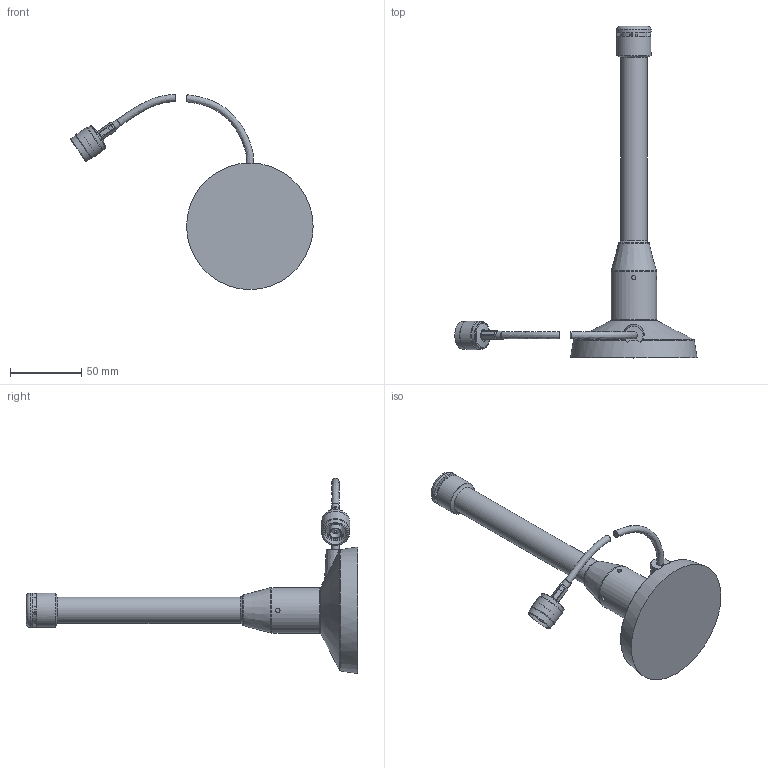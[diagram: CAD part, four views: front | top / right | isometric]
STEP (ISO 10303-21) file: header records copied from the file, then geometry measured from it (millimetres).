
FILE_DESCRIPTION (( 'STEP AP214' ), '1' );
FILE_NAME ('RE04U-NM.STEP', '2018-03-20T13:13:24', ( '' ), ( '' ), 'SwSTEP 2.0', 'SolidWorks 2017', '' );
FILE_SCHEMA (( 'AUTOMOTIVE_DESIGN' ));
Length unit declared in the file: millimetre
Products named in the file (9): HMA3-XXXANM; ANM-1202; ANM-1202-MA3; ANM-1202-MA1_NO PIN; HEATSH-HEX_stepd_195Black; 8 Foot-195_Black; HMA3-XXXAYY_BASE; HG2404U; RE04U-NM
Assembly tree (8 placements, depth 4):
  RE04U-NM
    HG2404U
    HMA3-XXXANM
      HMA3-XXXAYY_BASE
      8 Foot-195_Black
      HEATSH-HEX_stepd_195Black
      ANM-1202
        ANM-1202-MA1_NO PIN
        ANM-1202-MA3
Bounding box: 170.11 x 233.02 x 137.08 mm (x, y, z)
Volume: 205164.2 mm3; surface area: 41368 mm2
Topology: 7 solids, 7 shells, 255 faces, 531 edges, 324 vertices
Faces by surface type: plane 107, cylinder 74, cone 55, torus 7, sphere 7, bspline 5
Full cylindrical faces by diameter (mm): 0.762 x2, 0.793 x1, 0.991 x1, 1.312 x1, 1.561 x1, 1.65 x1, 1.702 x1, 1.793 x1, 1.8 x1, 2.108 x1, 2.933 x1, 2.98 x1, 3.048 x4, 3.2 x2, 4.738 x1, 4.867 x1, 4.953 x1, 5.588 x1, 6.98 x1, 7.773 x1, 8 x1, 8.793 x1, 13.386 x1, 13.538 x1, 15.428 x1, 15.875 x1, 16.668 x1, 16.906 x1, 17.473 x1, 18.266 x1
Entity records: 8159 total; most frequent: CARTESIAN_POINT 2016, DIRECTION 1104, ORIENTED_EDGE 806, AXIS2_PLACEMENT_3D 467, EDGE_LOOP 404, EDGE_CURVE 403, FACE_OUTER_BOUND 308, VERTEX_POINT 307
